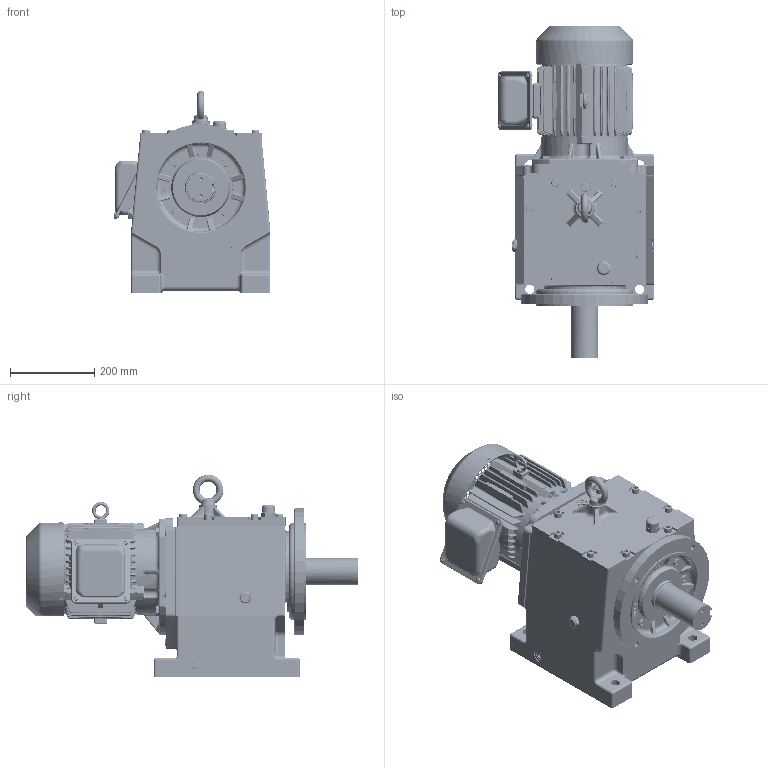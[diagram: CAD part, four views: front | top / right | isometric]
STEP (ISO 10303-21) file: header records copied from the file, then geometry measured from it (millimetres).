
FILE_DESCRIPTION(/* description */ ('Unknown'),/* implementation_level */ '2;1');
FILE_NAME(/* name */ 'EK2DO07243H001_HFM25_112M_CUSTOMER',/* time_stamp */ '2020-01-17T10:25:04+09:00',/* author */ ('Unknown'),/* organization */ ('Unknown'),/* preprocessor_version */ 'ST-DEVELOPER v16.7',/* originating_system */ 'DEX',/* authorisation */ $);
FILE_SCHEMA (('AUTOMOTIVE_DESIGN {1 0 10303 214 3 1 1}'));
Products named in the file (1): だお1
Bounding box: 371.42 x 786.08 x 479.3 mm (x, y, z)
Volume: 45940448.9 mm3; surface area: 1559671.1 mm2
Topology: 2 solids, 81 shells, 4645 faces, 12067 edges, 7595 vertices
Faces by surface type: plane 1834, cylinder 1772, bspline 709, torus 154, cone 143, sphere 33
Full cylindrical faces by diameter (mm): 2.6 x4, 3 x1, 4.917 x8, 5 x3, 6 x8, 6.647 x12, 7 x8, 7.7 x1, 8 x8, 8.376 x3, 8.917 x4, 9 x4, 10.106 x104, 10.5 x4, 10.917 x26, 12 x25, 13.033 x1, 14 x30, 15 x2, 16 x1, 16.4 x1, 18 x21, 18.376 x3, 19.5 x6, 20 x14, 20.376 x24, 22 x6, 27 x1, 28 x1, 31.4 x1
Entity records: 209669 total; most frequent: CARTESIAN_POINT 82848, ORIENTED_EDGE 22088, DIRECTION 21216, EDGE_CURVE 11044, AXIS2_PLACEMENT_3D 7903, VERTEX_POINT 7153, FACE_BOUND 5473, EDGE_LOOP 5451
